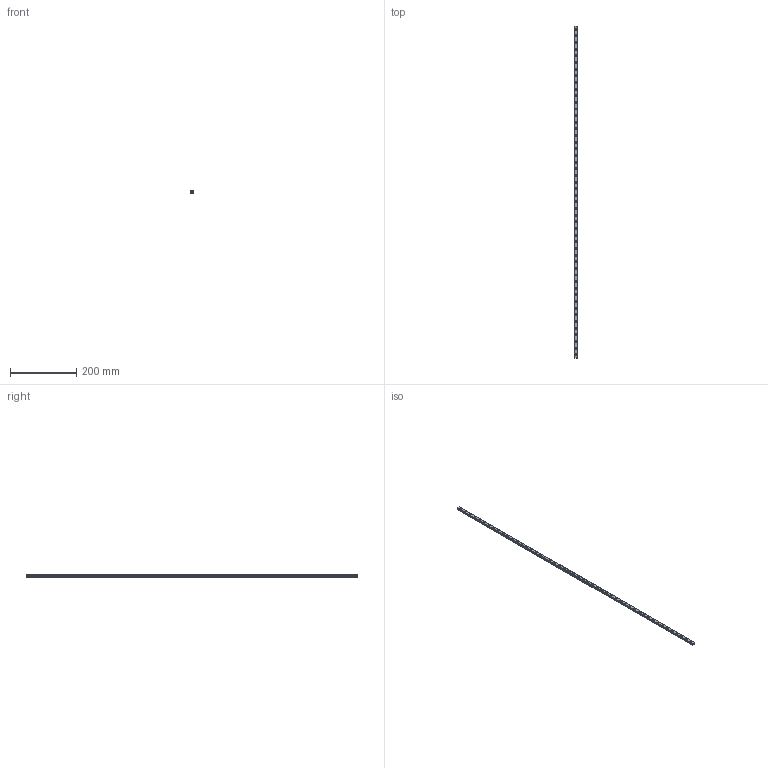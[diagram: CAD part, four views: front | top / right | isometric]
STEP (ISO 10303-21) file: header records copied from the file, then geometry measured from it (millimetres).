
FILE_DESCRIPTION(('HOOPS Exchange Step'),'2;1');
FILE_NAME('export-725AC499-8EDB-4196-9E06-9C15F957E1D3.stp','2023-03-11T16:01:54+01:00',('Engineering'),('Alibre'),'HOOPS Exchange 2021.0','Alibre','Unknown authorisation');
FILE_SCHEMA( ('AP242_MANAGED_MODEL_BASED_3D_ENGINEERING_MIM_LF {1 0 10303 442 1 1 4 }') );
Length unit declared in the file: millimetre
Products named in the file (1): 2864 HIWIN Profile Rails Narrow type MGNR-09-HM L=1000mm
Bounding box: 9 x 1000 x 6.5 mm (x, y, z)
Volume: 49475.5 mm3; surface area: 40473 mm2
Topology: 1 solids, 1 shells, 545 faces, 1217 edges, 828 vertices
Faces by surface type: cylinder 316, plane 229
Entity records: 15699 total; most frequent: DIRECTION 2943, CARTESIAN_POINT 2592, ORIENTED_EDGE 2434, EDGE_CURVE 1217, AXIS2_PLACEMENT_3D 1179, VERTEX_POINT 828, EDGE_LOOP 699, FACE_BOUND 699
